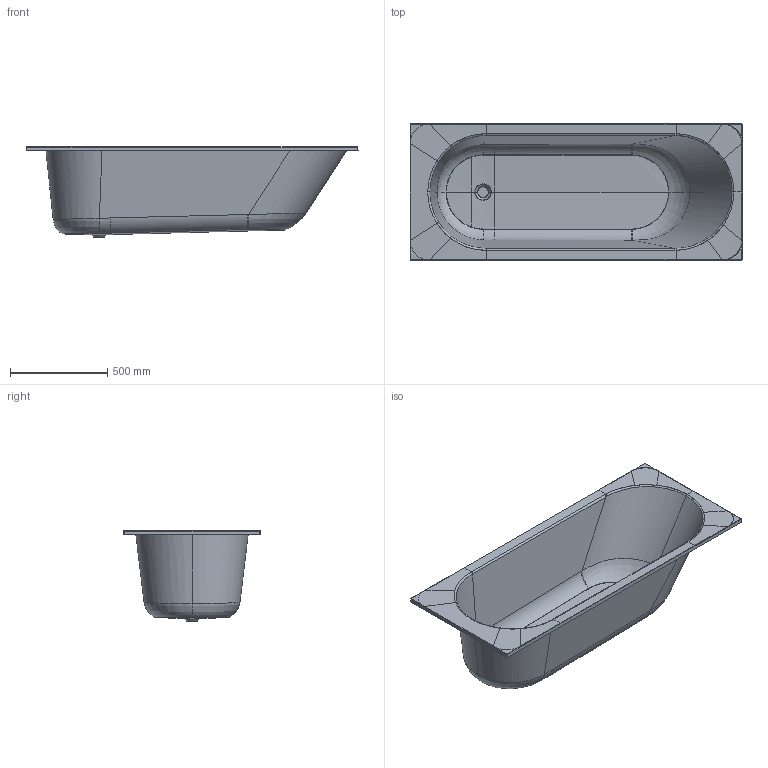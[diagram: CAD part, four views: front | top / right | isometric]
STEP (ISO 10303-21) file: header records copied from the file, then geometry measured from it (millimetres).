
FILE_DESCRIPTION((''),'2;1');
FILE_NAME('UBQ177OBE2V_OBERON','2022-07-04T15:52:29',('hegemanc'),('Villeroy & Boch Wellness bv'),'CREO PARAMETRIC BY PTC INC, 2020454','CREO PARAMETRIC BY PTC INC, 2020454','');
FILE_SCHEMA(('CONFIG_CONTROL_DESIGN'));
Length unit declared in the file: millimetre
Products named in the file (1): UBQ177OBE2V_OBERON
Bounding box: 1703.4 x 701.4 x 463.93 mm (x, y, z)
Surface area: 2421444.7 mm2 (no closed solid volume)
Topology: 0 solids, 7 shells, 101 faces, 291 edges, 182 vertices
Faces by surface type: bspline 56, cylinder 25, plane 14, sphere 4, cone 2
Entity records: 12039 total; most frequent: CARTESIAN_POINT 9979, ORIENTED_EDGE 464, EDGE_CURVE 285, DIRECTION 235, VERTEX_POINT 182, B_SPLINE_CURVE_WITH_KNOTS 171, EDGE_LOOP 101, FACE_OUTER_BOUND 101
